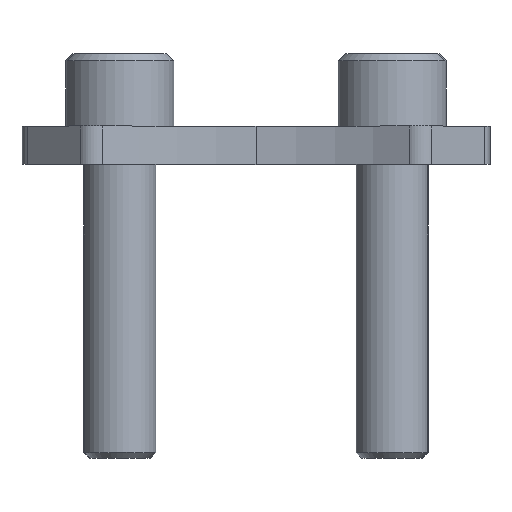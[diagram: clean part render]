
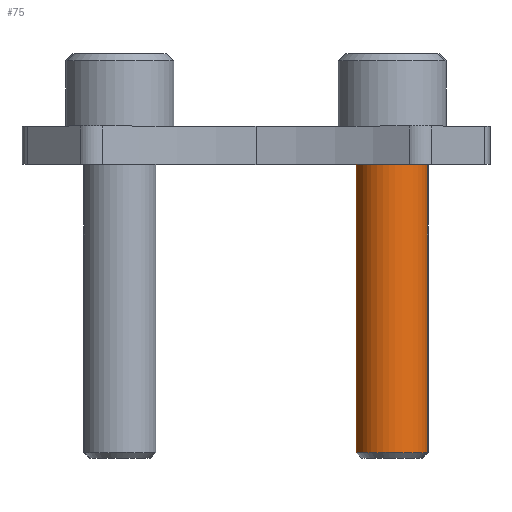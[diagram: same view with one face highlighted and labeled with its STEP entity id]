
A CAD part, top view. The second image highlights one B-rep face of the part: STEP entity #75.
In plain terms, the highlighted cylindrical face has radius 6 mm (diameter 12 mm), a partial arc.
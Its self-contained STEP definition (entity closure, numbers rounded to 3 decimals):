
#12 = VERTEX_POINT ( 'NONE', #359 ) ;
#68 = CARTESIAN_POINT ( 'NONE',  ( -31.75, 0., 0. ) ) ;
#75 = ADVANCED_FACE ( 'NONE', ( #1097 ), #1213, .T. ) ;
#133 = AXIS2_PLACEMENT_3D ( 'NONE', #68, #992, #190 ) ;
#190 = DIRECTION ( 'NONE',  ( 0., 0., 1. ) ) ;
#194 = EDGE_CURVE ( 'NONE', #821, #1094, #374, .T. ) ;
#224 = CARTESIAN_POINT ( 'NONE',  ( 66.035, 0., 6. ) ) ;
#283 = LINE ( 'NONE', #399, #1228 ) ;
#359 = CARTESIAN_POINT ( 'NONE',  ( 66.035, 0., -6. ) ) ;
#374 = CIRCLE ( 'NONE', #903, 6. ) ;
#399 = CARTESIAN_POINT ( 'NONE',  ( -31.75, 0., 6. ) ) ;
#465 = DIRECTION ( 'NONE',  ( -1., 0., 0. ) ) ;
#478 = CARTESIAN_POINT ( 'NONE',  ( 12.6, 0., 6. ) ) ;
#560 = EDGE_CURVE ( 'NONE', #12, #1497, #1440, .T. ) ;
#689 = CARTESIAN_POINT ( 'NONE',  ( 12.6, 0., 0. ) ) ;
#695 = ORIENTED_EDGE ( 'NONE', *, *, #822, .T. ) ;
#748 = EDGE_LOOP ( 'NONE', ( #1352, #1405, #695, #912 ) ) ;
#756 = DIRECTION ( 'NONE',  ( 0., 0., 1. ) ) ;
#767 = VECTOR ( 'NONE', #465, 1000. ) ;
#778 = AXIS2_PLACEMENT_3D ( 'NONE', #1080, #1205, #756 ) ;
#821 = VERTEX_POINT ( 'NONE', #1434 ) ;
#822 = EDGE_CURVE ( 'NONE', #1497, #1094, #283, .T. ) ;
#903 = AXIS2_PLACEMENT_3D ( 'NONE', #689, #1127, #1237 ) ;
#912 = ORIENTED_EDGE ( 'NONE', *, *, #194, .F. ) ;
#975 = EDGE_CURVE ( 'NONE', #12, #821, #1369, .T. ) ;
#992 = DIRECTION ( 'NONE',  ( -1., 0., 0. ) ) ;
#1053 = DIRECTION ( 'NONE',  ( -1., 0., 0. ) ) ;
#1080 = CARTESIAN_POINT ( 'NONE',  ( 66.035, 0., 0. ) ) ;
#1094 = VERTEX_POINT ( 'NONE', #478 ) ;
#1097 = FACE_OUTER_BOUND ( 'NONE', #748, .T. ) ;
#1127 = DIRECTION ( 'NONE',  ( -1., 0., 0. ) ) ;
#1205 = DIRECTION ( 'NONE',  ( -1., 0., 0. ) ) ;
#1213 = CYLINDRICAL_SURFACE ( 'NONE', #133, 6. ) ;
#1228 = VECTOR ( 'NONE', #1053, 1000. ) ;
#1237 = DIRECTION ( 'NONE',  ( 0., 0., 1. ) ) ;
#1352 = ORIENTED_EDGE ( 'NONE', *, *, #975, .F. ) ;
#1361 = CARTESIAN_POINT ( 'NONE',  ( -31.75, 0., -6. ) ) ;
#1369 = LINE ( 'NONE', #1361, #767 ) ;
#1405 = ORIENTED_EDGE ( 'NONE', *, *, #560, .T. ) ;
#1434 = CARTESIAN_POINT ( 'NONE',  ( 12.6, 0., -6. ) ) ;
#1440 = CIRCLE ( 'NONE', #778, 6. ) ;
#1497 = VERTEX_POINT ( 'NONE', #224 ) ;
